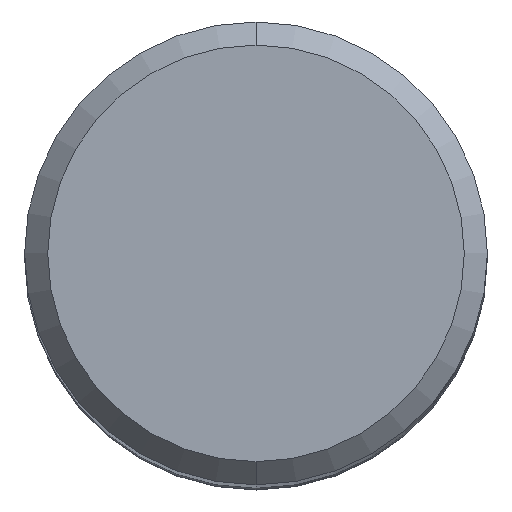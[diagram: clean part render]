
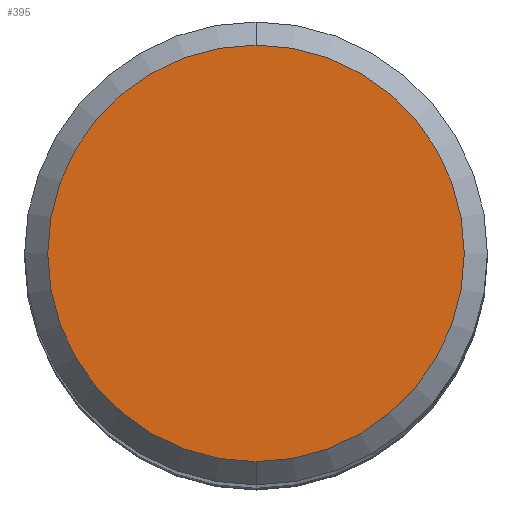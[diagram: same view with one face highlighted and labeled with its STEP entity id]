
A CAD part, top view. The second image highlights one B-rep face of the part: STEP entity #395.
In plain terms, the highlighted planar face has unit normal (0, 0, 1).
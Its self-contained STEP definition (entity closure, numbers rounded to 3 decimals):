
#309=VERTEX_POINT('',#649);
#385=EDGE_CURVE('',#449,#309,#730,.T.);
#395=ADVANCED_FACE('',(#741),#742,.T.);
#419=EDGE_CURVE('',#309,#449,#768,.T.);
#449=VERTEX_POINT('',#802);
#649=CARTESIAN_POINT('',(0.0,5.4,0.0));
#730=CIRCLE('',#1300,5.4);
#741=FACE_OUTER_BOUND('',#1337,.T.);
#742=PLANE('',#1338);
#768=CIRCLE('',#1398,5.4);
#802=CARTESIAN_POINT('',(0.,-5.4,0.0));
#1300=AXIS2_PLACEMENT_3D('',#1838,#1839,#1840);
#1337=EDGE_LOOP('',(#1852,#1853));
#1338=AXIS2_PLACEMENT_3D('',#1854,#1855,#1856);
#1398=AXIS2_PLACEMENT_3D('',#1881,#1882,#1883);
#1838=CARTESIAN_POINT('',(0.0,0.0,0.0));
#1839=DIRECTION('',(0.0,0.0,-1.0));
#1840=DIRECTION('',(0.0,1.0,0.0));
#1852=ORIENTED_EDGE('',*,*,#419,.F.);
#1853=ORIENTED_EDGE('',*,*,#385,.F.);
#1854=CARTESIAN_POINT('',(0.0,2.7,0.0));
#1855=DIRECTION('',(-0.0,0.0,1.0));
#1856=DIRECTION('',(0.0,-1.0,0.0));
#1881=CARTESIAN_POINT('',(0.0,0.0,0.0));
#1882=DIRECTION('',(0.0,0.0,-1.0));
#1883=DIRECTION('',(0.0,1.0,0.0));
